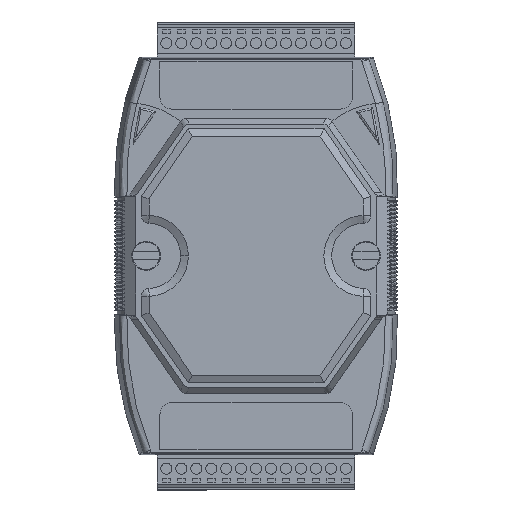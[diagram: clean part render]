
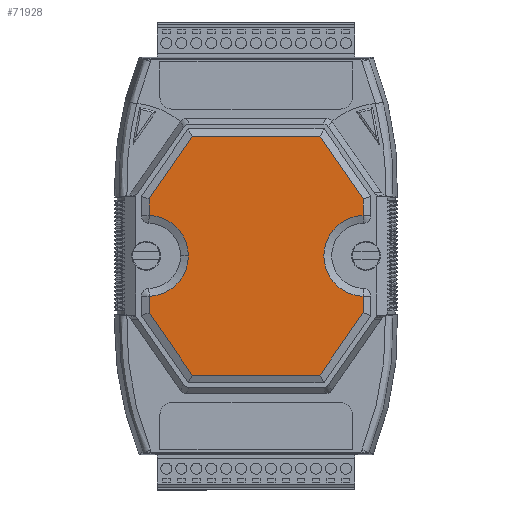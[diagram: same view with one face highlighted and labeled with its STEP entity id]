
A CAD part, top view. The second image highlights one B-rep face of the part: STEP entity #71928.
In plain terms, the highlighted planar face has unit normal (0, 0, 1).
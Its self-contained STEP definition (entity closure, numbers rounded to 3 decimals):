
#515 = DIRECTION ( 'NONE',  ( 1., 0., 0. ) ) ;
#5132 = EDGE_CURVE ( 'NONE', #70677, #95081, #73408, .T. ) ;
#6175 = CARTESIAN_POINT ( 'NONE',  ( 27.608, -14.021, 13.9 ) ) ;
#7247 = LINE ( 'NONE', #6175, #106784 ) ;
#8388 = AXIS2_PLACEMENT_3D ( 'NONE', #84380, #75134, #515 ) ;
#8894 = CARTESIAN_POINT ( 'NONE',  ( -27.25, 10.296, 13.9 ) ) ;
#10440 = LINE ( 'NONE', #103564, #57345 ) ;
#10510 = DIRECTION ( 'NONE',  ( 0., 0., 1. ) ) ;
#10518 = LINE ( 'NONE', #61125, #36849 ) ;
#12365 = EDGE_CURVE ( 'NONE', #52921, #17197, #102295, .T. ) ;
#15034 = EDGE_CURVE ( 'NONE', #84335, #25242, #96746, .T. ) ;
#15542 = ORIENTED_EDGE ( 'NONE', *, *, #87240, .T. ) ;
#17100 = LINE ( 'NONE', #8894, #45620 ) ;
#17197 = VERTEX_POINT ( 'NONE', #86558 ) ;
#17832 = ORIENTED_EDGE ( 'NONE', *, *, #73094, .T. ) ;
#18535 = CARTESIAN_POINT ( 'NONE',  ( 27.25, 10.296, 13.9 ) ) ;
#19779 = AXIS2_PLACEMENT_3D ( 'NONE', #25291, #10510, #51849 ) ;
#19785 = CARTESIAN_POINT ( 'NONE',  ( -11.486, -37.218, 13.9 ) ) ;
#21588 = VERTEX_POINT ( 'NONE', #18535 ) ;
#21972 = DIRECTION ( 'NONE',  ( 0.571, -0.821, 0. ) ) ;
#22154 = CARTESIAN_POINT ( 'NONE',  ( -27.608, 14.021, 13.9 ) ) ;
#25242 = VERTEX_POINT ( 'NONE', #85776 ) ;
#25291 = CARTESIAN_POINT ( 'NONE',  ( 27.25, -10.296, 13.9 ) ) ;
#26904 = LINE ( 'NONE', #51870, #43827 ) ;
#28036 = VERTEX_POINT ( 'NONE', #74442 ) ;
#28373 = DIRECTION ( 'NONE',  ( 0., -1., 0. ) ) ;
#29289 = CIRCLE ( 'NONE', #8388, 10.3 ) ;
#31352 = CARTESIAN_POINT ( 'NONE',  ( 27.25, 14.536, 13.9 ) ) ;
#36513 = DIRECTION ( 'NONE',  ( 1., 0., 0. ) ) ;
#36849 = VECTOR ( 'NONE', #45329, 1000. ) ;
#37767 = CARTESIAN_POINT ( 'NONE',  ( 27.55, 0., 13.9 ) ) ;
#42087 = DIRECTION ( 'NONE',  ( 0., -1., 0. ) ) ;
#42128 = ORIENTED_EDGE ( 'NONE', *, *, #12365, .T. ) ;
#43620 = DIRECTION ( 'NONE',  ( -0.571, 0.821, 0. ) ) ;
#43714 = DIRECTION ( 'NONE',  ( 0., 1., 0. ) ) ;
#43827 = VECTOR ( 'NONE', #43714, 1000. ) ;
#44283 = DIRECTION ( 'NONE',  ( 0., 0., -1. ) ) ;
#44829 = DIRECTION ( 'NONE',  ( 1., 0., 0. ) ) ;
#45329 = DIRECTION ( 'NONE',  ( -1., 0., 0. ) ) ;
#45620 = VECTOR ( 'NONE', #42087, 1000. ) ;
#46215 = VERTEX_POINT ( 'NONE', #53538 ) ;
#46981 = VERTEX_POINT ( 'NONE', #31352 ) ;
#47041 = DIRECTION ( 'NONE',  ( 0., 1., 0. ) ) ;
#48640 = LINE ( 'NONE', #65007, #60378 ) ;
#51217 = CARTESIAN_POINT ( 'NONE',  ( -27.55, 0., 13.9 ) ) ;
#51849 = DIRECTION ( 'NONE',  ( 1., 0., 0. ) ) ;
#51870 = CARTESIAN_POINT ( 'NONE',  ( 27.25, -10.296, 13.9 ) ) ;
#52921 = VERTEX_POINT ( 'NONE', #94503 ) ;
#53538 = CARTESIAN_POINT ( 'NONE',  ( 27.25, -14.536, 13.9 ) ) ;
#53943 = ORIENTED_EDGE ( 'NONE', *, *, #62147, .T. ) ;
#54287 = DIRECTION ( 'NONE',  ( 1., 0., 0. ) ) ;
#55296 = DIRECTION ( 'NONE',  ( -0.571, -0.821, 0. ) ) ;
#56778 = DIRECTION ( 'NONE',  ( 0.571, 0.821, 0. ) ) ;
#56950 = ORIENTED_EDGE ( 'NONE', *, *, #15034, .T. ) ;
#57345 = VECTOR ( 'NONE', #43620, 1000. ) ;
#59498 = PLANE ( 'NONE',  #19779 ) ;
#60152 = AXIS2_PLACEMENT_3D ( 'NONE', #37767, #44283, #44829 ) ;
#60378 = VECTOR ( 'NONE', #47041, 1000. ) ;
#61026 = DIRECTION ( 'NONE',  ( 0., 0., -1. ) ) ;
#61125 = CARTESIAN_POINT ( 'NONE',  ( -17.305, 30.35, 13.9 ) ) ;
#61334 = ORIENTED_EDGE ( 'NONE', *, *, #5132, .T. ) ;
#62147 = EDGE_CURVE ( 'NONE', #96550, #70677, #29289, .T. ) ;
#62674 = CARTESIAN_POINT ( 'NONE',  ( -16.259, 30.35, 13.9 ) ) ;
#62971 = AXIS2_PLACEMENT_3D ( 'NONE', #51217, #61026, #36513 ) ;
#65007 = CARTESIAN_POINT ( 'NONE',  ( 27.25, -10.296, 13.9 ) ) ;
#65099 = VERTEX_POINT ( 'NONE', #74696 ) ;
#68556 = ORIENTED_EDGE ( 'NONE', *, *, #78528, .T. ) ;
#70677 = VERTEX_POINT ( 'NONE', #106418 ) ;
#70736 = CARTESIAN_POINT ( 'NONE',  ( -27.25, 10.296, 13.9 ) ) ;
#70876 = EDGE_CURVE ( 'NONE', #25242, #96550, #17100, .T. ) ;
#71928 = ADVANCED_FACE ( 'NONE', ( #91724 ), #59498, .T. ) ;
#73094 = EDGE_CURVE ( 'NONE', #65099, #52921, #96564, .T. ) ;
#73408 = CIRCLE ( 'NONE', #62971, 10.3 ) ;
#74442 = CARTESIAN_POINT ( 'NONE',  ( 27.25, -10.296, 13.9 ) ) ;
#74696 = CARTESIAN_POINT ( 'NONE',  ( -27.25, -14.536, 13.9 ) ) ;
#75134 = DIRECTION ( 'NONE',  ( 0., 0., -1. ) ) ;
#76549 = VECTOR ( 'NONE', #28373, 1000. ) ;
#77979 = ORIENTED_EDGE ( 'NONE', *, *, #103371, .T. ) ;
#78023 = CARTESIAN_POINT ( 'NONE',  ( 16.259, 30.35, 13.9 ) ) ;
#78528 = EDGE_CURVE ( 'NONE', #83839, #84335, #10518, .T. ) ;
#79424 = EDGE_CURVE ( 'NONE', #46215, #28036, #26904, .T. ) ;
#80123 = ORIENTED_EDGE ( 'NONE', *, *, #70876, .T. ) ;
#82740 = ORIENTED_EDGE ( 'NONE', *, *, #83968, .T. ) ;
#83839 = VERTEX_POINT ( 'NONE', #78023 ) ;
#83968 = EDGE_CURVE ( 'NONE', #17197, #46215, #7247, .T. ) ;
#84335 = VERTEX_POINT ( 'NONE', #62674 ) ;
#84380 = CARTESIAN_POINT ( 'NONE',  ( -27.55, 0., 13.9 ) ) ;
#85035 = CARTESIAN_POINT ( 'NONE',  ( -27.25, -10.296, 13.9 ) ) ;
#85776 = CARTESIAN_POINT ( 'NONE',  ( -27.25, 14.536, 13.9 ) ) ;
#86558 = CARTESIAN_POINT ( 'NONE',  ( 16.259, -30.35, 13.9 ) ) ;
#87240 = EDGE_CURVE ( 'NONE', #28036, #21588, #98554, .T. ) ;
#89719 = ORIENTED_EDGE ( 'NONE', *, *, #79424, .T. ) ;
#91724 = FACE_OUTER_BOUND ( 'NONE', #93737, .T. ) ;
#92319 = ORIENTED_EDGE ( 'NONE', *, *, #97396, .T. ) ;
#93737 = EDGE_LOOP ( 'NONE', ( #101933, #17832, #42128, #82740, #89719, #15542, #92319, #77979, #68556, #56950, #80123, #53943, #61334 ) ) ;
#93883 = VECTOR ( 'NONE', #21972, 1000. ) ;
#94099 = CARTESIAN_POINT ( 'NONE',  ( 17.305, -30.35, 13.9 ) ) ;
#94503 = CARTESIAN_POINT ( 'NONE',  ( -16.259, -30.35, 13.9 ) ) ;
#95081 = VERTEX_POINT ( 'NONE', #101953 ) ;
#96550 = VERTEX_POINT ( 'NONE', #70736 ) ;
#96564 = LINE ( 'NONE', #19785, #93883 ) ;
#96746 = LINE ( 'NONE', #22154, #98194 ) ;
#97396 = EDGE_CURVE ( 'NONE', #21588, #46981, #48640, .T. ) ;
#98194 = VECTOR ( 'NONE', #55296, 1000. ) ;
#98338 = VECTOR ( 'NONE', #54287, 1000. ) ;
#98554 = CIRCLE ( 'NONE', #60152, 10.3 ) ;
#101933 = ORIENTED_EDGE ( 'NONE', *, *, #104250, .T. ) ;
#101953 = CARTESIAN_POINT ( 'NONE',  ( -27.25, -10.296, 13.9 ) ) ;
#102295 = LINE ( 'NONE', #94099, #98338 ) ;
#102992 = LINE ( 'NONE', #85035, #76549 ) ;
#103371 = EDGE_CURVE ( 'NONE', #46981, #83839, #10440, .T. ) ;
#103564 = CARTESIAN_POINT ( 'NONE',  ( 38.887, -2.208, 13.9 ) ) ;
#104250 = EDGE_CURVE ( 'NONE', #95081, #65099, #102992, .T. ) ;
#106418 = CARTESIAN_POINT ( 'NONE',  ( -17.25, 0., 13.9 ) ) ;
#106784 = VECTOR ( 'NONE', #56778, 1000. ) ;
